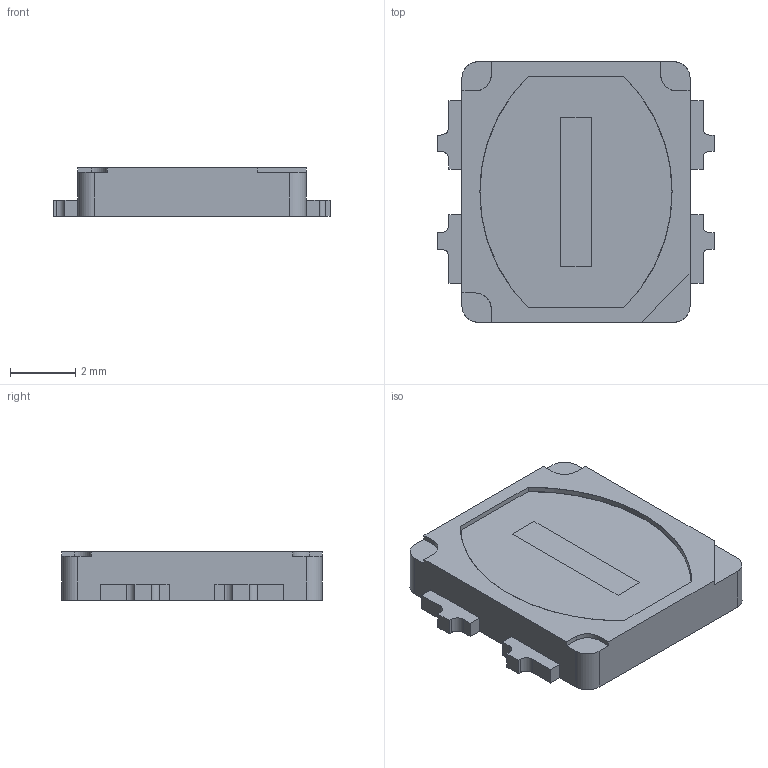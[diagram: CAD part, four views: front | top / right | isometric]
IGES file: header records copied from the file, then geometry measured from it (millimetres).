
Start section: SolidWorks IGES file using analytic representation for surfaces
Global section: file name: NC4W093B-S1.IGS; native system: SolidWorks 2014; preprocessor: SolidWorks 2014; author: j45616; date: 190829.141146; units: millimetre
Bounding box: 8.5 x 8 x 1.5 mm (x, y, z)
Surface area: 331.8 mm2 (no closed solid volume)
Topology: 0 solids, 0 shells, 208 faces, 1618 edges, 1618 vertices
Faces by surface type: bspline 132, revolution 76
